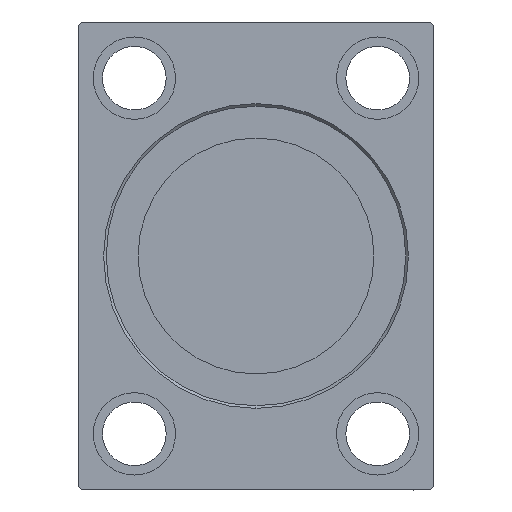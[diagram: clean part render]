
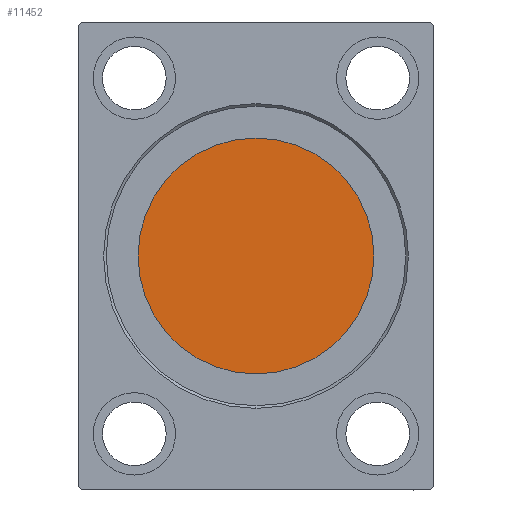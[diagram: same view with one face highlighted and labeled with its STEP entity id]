
A CAD part, left-side view. The second image highlights one B-rep face of the part: STEP entity #11452.
In plain terms, the highlighted planar face has unit normal (-1, 0, 0).
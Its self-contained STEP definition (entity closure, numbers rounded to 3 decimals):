
#4134 = CARTESIAN_POINT ( 'NONE',  ( 320.2, 0., -31.5 ) ) ;
#6297 = CARTESIAN_POINT ( 'NONE',  ( 320.2, 0., 0. ) ) ;
#7138 = DIRECTION ( 'NONE',  ( 0., 0., 1. ) ) ;
#8021 = DIRECTION ( 'NONE',  ( -1., 0., 0. ) ) ;
#11242 = CARTESIAN_POINT ( 'NONE',  ( 320.2, 0., 0. ) ) ;
#11452 = ADVANCED_FACE ( 'NONE', ( #37033 ), #17910, .T. ) ;
#11851 = AXIS2_PLACEMENT_3D ( 'NONE', #6297, #11888, #7138 ) ;
#11888 = DIRECTION ( 'NONE',  ( -1., 0., 0. ) ) ;
#13280 = EDGE_LOOP ( 'NONE', ( #41063, #25072 ) ) ;
#13635 = EDGE_CURVE ( 'NONE', #38245, #31541, #29676, .T. ) ;
#14644 = EDGE_CURVE ( 'NONE', #31541, #38245, #39294, .T. ) ;
#17910 = PLANE ( 'NONE',  #37178 ) ;
#21123 = DIRECTION ( 'NONE',  ( 0., 0., 1. ) ) ;
#22365 = DIRECTION ( 'NONE',  ( -1., 0., 0. ) ) ;
#22840 = CARTESIAN_POINT ( 'NONE',  ( 320.2, 0., 31.5 ) ) ;
#25072 = ORIENTED_EDGE ( 'NONE', *, *, #14644, .T. ) ;
#29676 = CIRCLE ( 'NONE', #11851, 31.5 ) ;
#31541 = VERTEX_POINT ( 'NONE', #4134 ) ;
#32043 = DIRECTION ( 'NONE',  ( 0., 0., 1. ) ) ;
#37033 = FACE_OUTER_BOUND ( 'NONE', #13280, .T. ) ;
#37178 = AXIS2_PLACEMENT_3D ( 'NONE', #11242, #8021, #21123 ) ;
#38245 = VERTEX_POINT ( 'NONE', #22840 ) ;
#38279 = CARTESIAN_POINT ( 'NONE',  ( 320.2, 0., 0. ) ) ;
#39294 = CIRCLE ( 'NONE', #41358, 31.5 ) ;
#41063 = ORIENTED_EDGE ( 'NONE', *, *, #13635, .T. ) ;
#41358 = AXIS2_PLACEMENT_3D ( 'NONE', #38279, #22365, #32043 ) ;
